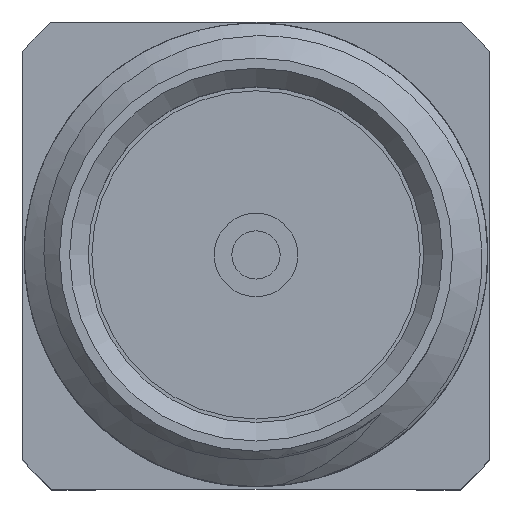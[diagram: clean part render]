
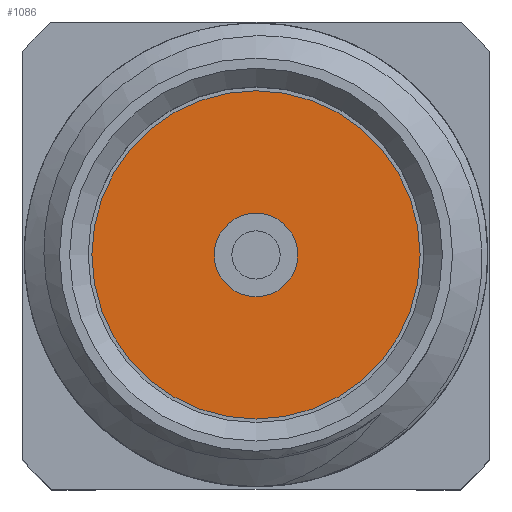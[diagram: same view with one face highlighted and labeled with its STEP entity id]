
A CAD part, top view. The second image highlights one B-rep face of the part: STEP entity #1086.
In plain terms, the highlighted planar face has unit normal (0, 0, 1).
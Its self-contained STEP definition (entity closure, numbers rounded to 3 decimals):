
#28=FACE_BOUND('',#186,.T.);
#63=PLANE('',#1180);
#121=FACE_OUTER_BOUND('',#185,.T.);
#185=EDGE_LOOP('',(#1002));
#186=EDGE_LOOP('',(#1003));
#215=CIRCLE('',#1179,2.248);
#216=CIRCLE('',#1181,0.572);
#548=VERTEX_POINT('',#3291);
#549=VERTEX_POINT('',#3295);
#699=EDGE_CURVE('',#548,#548,#215,.T.);
#701=EDGE_CURVE('',#549,#549,#216,.T.);
#1002=ORIENTED_EDGE('',*,*,#699,.F.);
#1003=ORIENTED_EDGE('',*,*,#701,.F.);
#1086=ADVANCED_FACE('',(#121,#28),#63,.T.);
#1179=AXIS2_PLACEMENT_3D('',#3292,#1441,#1442);
#1180=AXIS2_PLACEMENT_3D('',#3294,#1444,#1445);
#1181=AXIS2_PLACEMENT_3D('',#3296,#1446,#1447);
#1441=DIRECTION('center_axis',(0.,0.,-1.));
#1442=DIRECTION('ref_axis',(0.,1.,0.));
#1444=DIRECTION('center_axis',(0.,0.,1.));
#1445=DIRECTION('ref_axis',(0.,1.,0.));
#1446=DIRECTION('center_axis',(0.,0.,1.));
#1447=DIRECTION('ref_axis',(0.,1.,0.));
#3291=CARTESIAN_POINT('',(0.,-2.248,-1.981));
#3292=CARTESIAN_POINT('Origin',(0.,0.,-1.981));
#3294=CARTESIAN_POINT('Origin',(0.,0.,-1.981));
#3295=CARTESIAN_POINT('',(0.,-0.572,-1.981));
#3296=CARTESIAN_POINT('Origin',(0.,0.,-1.981));
